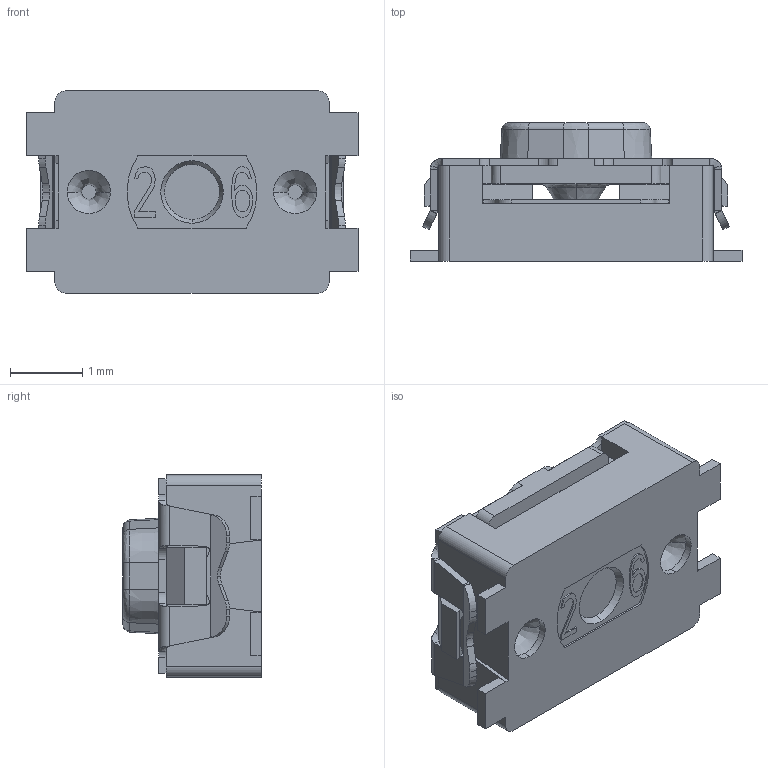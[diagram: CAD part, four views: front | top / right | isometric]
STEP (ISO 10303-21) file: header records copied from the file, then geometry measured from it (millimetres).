
FILE_DESCRIPTION (( 'STEP AP214' ), '1' );
FILE_NAME ('KMR221NGLFS.stp', '2024-06-27T11:34:43', ( '' ), ( '' ), 'SwSTEP 2.0', 'SolidWorks 2020', '' );
FILE_SCHEMA (( 'AUTOMOTIVE_DESIGN' ));
Length unit declared in the file: centimetre
Products named in the file (1): KMR221NGLFS
Bounding box: 4.6 x 1.92 x 2.8 mm (x, y, z)
Volume: 14.1 mm3; surface area: 75.6 mm2
Topology: 1 solids, 1 shells, 369 faces, 1025 edges, 660 vertices
Faces by surface type: plane 248, cylinder 82, bspline 28, cone 11
Entity records: 13753 total; most frequent: CARTESIAN_POINT 3085, ORIENTED_EDGE 2050, DIRECTION 1841, EDGE_CURVE 1025, LINE 781, VECTOR 781, VERTEX_POINT 660, AXIS2_PLACEMENT_3D 530
